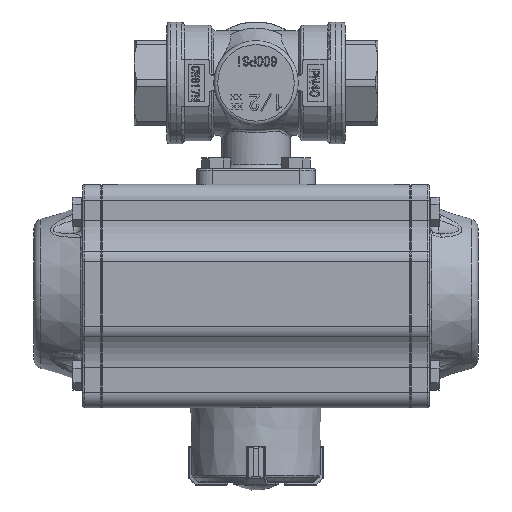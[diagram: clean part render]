
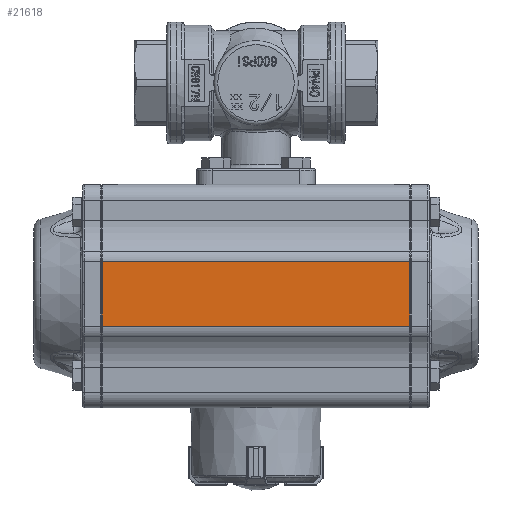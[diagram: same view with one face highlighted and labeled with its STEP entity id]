
A CAD part, left-side view. The second image highlights one B-rep face of the part: STEP entity #21618.
In plain terms, the highlighted face is planar.
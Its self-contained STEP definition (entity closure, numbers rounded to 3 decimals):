
#666=PLANE('',#23486);
#1825=LINE('',#47248,#3361);
#1826=LINE('',#47252,#3362);
#1827=LINE('',#47254,#3363);
#1828=LINE('',#47256,#3364);
#3361=VECTOR('',#27528,1000.);
#3362=VECTOR('',#27533,1000.);
#3363=VECTOR('',#27534,1000.);
#3364=VECTOR('',#27535,1000.);
#8494=ORIENTED_EDGE('',*,*,#13266,.F.);
#8495=ORIENTED_EDGE('',*,*,#13268,.T.);
#8496=ORIENTED_EDGE('',*,*,#13269,.T.);
#8497=ORIENTED_EDGE('',*,*,#13270,.T.);
#13266=EDGE_CURVE('',#15937,#15938,#1825,.T.);
#13268=EDGE_CURVE('',#15937,#15939,#1826,.T.);
#13269=EDGE_CURVE('',#15939,#15940,#1827,.T.);
#13270=EDGE_CURVE('',#15940,#15938,#1828,.T.);
#15937=VERTEX_POINT('',#47247);
#15938=VERTEX_POINT('',#47249);
#15939=VERTEX_POINT('',#47253);
#15940=VERTEX_POINT('',#47255);
#18483=EDGE_LOOP('',(#8494,#8495,#8496,#8497));
#20095=FACE_BOUND('',#18483,.T.);
#21618=ADVANCED_FACE('',(#20095),#666,.F.);
#23486=AXIS2_PLACEMENT_3D('',#47251,#27531,#27532);
#27528=DIRECTION('',(0.,0.,-1.));
#27531=DIRECTION('',(-1.,0.,0.));
#27532=DIRECTION('',(0.,0.,1.));
#27533=DIRECTION('',(0.,-1.,0.));
#27534=DIRECTION('',(0.,0.,-1.));
#27535=DIRECTION('',(0.,1.,0.));
#47247=CARTESIAN_POINT('',(29.5,10.363,49.2));
#47248=CARTESIAN_POINT('',(29.5,10.363,49.5));
#47249=CARTESIAN_POINT('',(29.5,10.363,-49.2));
#47251=CARTESIAN_POINT('',(29.5,-10.363,49.5));
#47252=CARTESIAN_POINT('',(29.5,-10.363,49.2));
#47253=CARTESIAN_POINT('',(29.5,-10.363,49.2));
#47254=CARTESIAN_POINT('',(29.5,-10.363,49.5));
#47255=CARTESIAN_POINT('',(29.5,-10.363,-49.2));
#47256=CARTESIAN_POINT('',(29.5,-10.363,-49.2));
